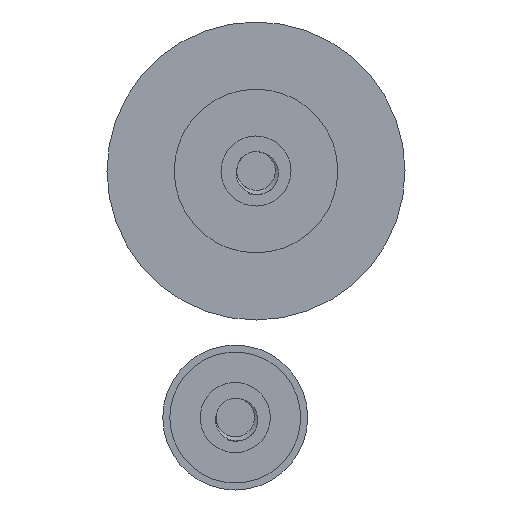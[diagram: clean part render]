
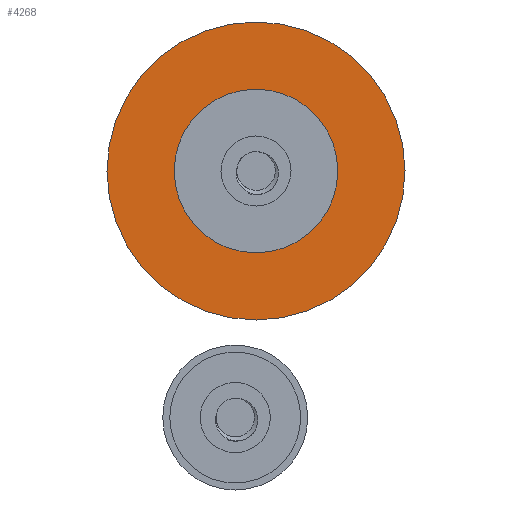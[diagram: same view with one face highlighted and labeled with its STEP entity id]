
A CAD part, front view. The second image highlights one B-rep face of the part: STEP entity #4268.
In plain terms, the highlighted planar face has unit normal (0, -1, 0).
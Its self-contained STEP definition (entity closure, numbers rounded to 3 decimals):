
#7 = EDGE_LOOP ( 'NONE', ( #3897, #1726 ) ) ;
#177 = CARTESIAN_POINT ( 'NONE',  ( 0., 10.5, 7. ) ) ;
#186 = ORIENTED_EDGE ( 'NONE', *, *, #1941, .T. ) ;
#338 = DIRECTION ( 'NONE',  ( 0., -1., 0. ) ) ;
#777 = AXIS2_PLACEMENT_3D ( 'NONE', #2736, #338, #4461 ) ;
#986 = AXIS2_PLACEMENT_3D ( 'NONE', #4061, #2767, #2380 ) ;
#1126 = EDGE_CURVE ( 'NONE', #5210, #2881, #3111, .T. ) ;
#1354 = CARTESIAN_POINT ( 'NONE',  ( 0., 10.5, -12.75 ) ) ;
#1526 = VERTEX_POINT ( 'NONE', #177 ) ;
#1601 = ORIENTED_EDGE ( 'NONE', *, *, #1126, .T. ) ;
#1661 = EDGE_CURVE ( 'NONE', #1526, #3914, #3237, .T. ) ;
#1667 = CIRCLE ( 'NONE', #986, 12.75 ) ;
#1724 = CIRCLE ( 'NONE', #5119, 7. ) ;
#1726 = ORIENTED_EDGE ( 'NONE', *, *, #1661, .F. ) ;
#1941 = EDGE_CURVE ( 'NONE', #2881, #5210, #1667, .T. ) ;
#2380 = DIRECTION ( 'NONE',  ( 0., 0., -1. ) ) ;
#2736 = CARTESIAN_POINT ( 'NONE',  ( 0., 10.5, 0. ) ) ;
#2745 = FACE_OUTER_BOUND ( 'NONE', #4686, .T. ) ;
#2767 = DIRECTION ( 'NONE',  ( 0., -1., 0. ) ) ;
#2809 = DIRECTION ( 'NONE',  ( 0., -1., 0. ) ) ;
#2822 = FACE_BOUND ( 'NONE', #7, .T. ) ;
#2881 = VERTEX_POINT ( 'NONE', #1354 ) ;
#2989 = CARTESIAN_POINT ( 'NONE',  ( 0., 10.5, 0. ) ) ;
#3111 = CIRCLE ( 'NONE', #777, 12.75 ) ;
#3128 = CARTESIAN_POINT ( 'NONE',  ( 0., 10.5, -7. ) ) ;
#3209 = CARTESIAN_POINT ( 'NONE',  ( 0., 10.5, 0. ) ) ;
#3237 = CIRCLE ( 'NONE', #5332, 7. ) ;
#3308 = DIRECTION ( 'NONE',  ( 0., 0., -1. ) ) ;
#3399 = CARTESIAN_POINT ( 'NONE',  ( 0., 10.5, 12.75 ) ) ;
#3574 = CARTESIAN_POINT ( 'NONE',  ( 0., 10.5, -7. ) ) ;
#3862 = AXIS2_PLACEMENT_3D ( 'NONE', #3574, #4468, #4445 ) ;
#3897 = ORIENTED_EDGE ( 'NONE', *, *, #4918, .F. ) ;
#3914 = VERTEX_POINT ( 'NONE', #3128 ) ;
#4061 = CARTESIAN_POINT ( 'NONE',  ( 0., 10.5, 0. ) ) ;
#4088 = PLANE ( 'NONE',  #3862 ) ;
#4268 = ADVANCED_FACE ( 'NONE', ( #2745, #2822 ), #4088, .T. ) ;
#4445 = DIRECTION ( 'NONE',  ( 0., 0., -1. ) ) ;
#4459 = DIRECTION ( 'NONE',  ( 0., 0., -1. ) ) ;
#4461 = DIRECTION ( 'NONE',  ( 0., 0., -1. ) ) ;
#4468 = DIRECTION ( 'NONE',  ( 0., -1., 0. ) ) ;
#4686 = EDGE_LOOP ( 'NONE', ( #186, #1601 ) ) ;
#4918 = EDGE_CURVE ( 'NONE', #3914, #1526, #1724, .T. ) ;
#5006 = DIRECTION ( 'NONE',  ( 0., -1., 0. ) ) ;
#5119 = AXIS2_PLACEMENT_3D ( 'NONE', #3209, #2809, #4459 ) ;
#5210 = VERTEX_POINT ( 'NONE', #3399 ) ;
#5332 = AXIS2_PLACEMENT_3D ( 'NONE', #2989, #5006, #3308 ) ;
